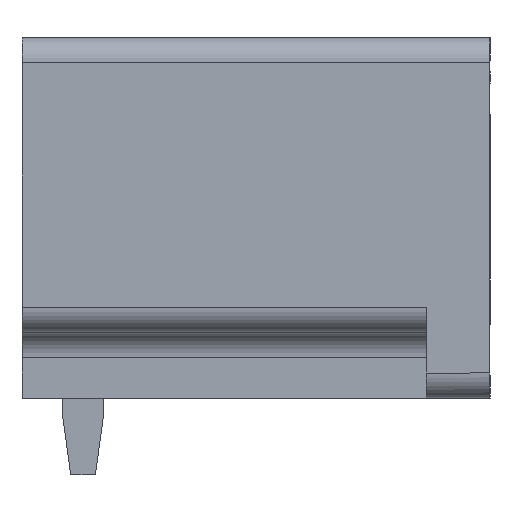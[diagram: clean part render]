
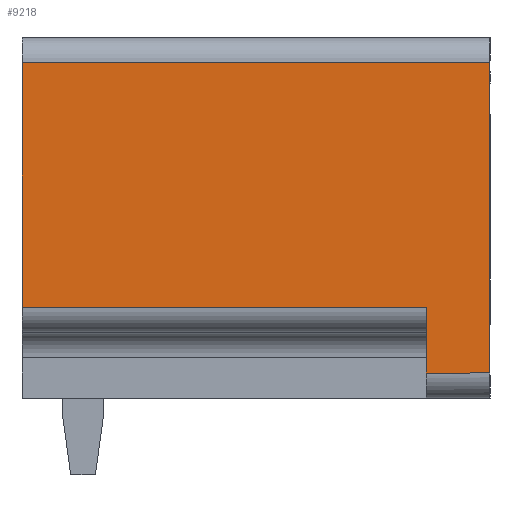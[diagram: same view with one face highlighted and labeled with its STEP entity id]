
A CAD part, left-side view. The second image highlights one B-rep face of the part: STEP entity #9218.
In plain terms, the highlighted planar face has unit normal (-1, 0, 0).
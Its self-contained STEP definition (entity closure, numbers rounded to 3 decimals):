
#9203=AXIS2_PLACEMENT_3D('Plane Axis2P3D',#9200,#9201,#9202) ;
#70=CARTESIAN_POINT('Vertex',(0.,0.,8.1)) ;
#73=CARTESIAN_POINT('Line Origine',(0.,0.,5.05)) ;
#77=CARTESIAN_POINT('Vertex',(0.,0.,2.)) ;
#9046=CARTESIAN_POINT('Vertex',(0.,9.2,8.1)) ;
#9049=CARTESIAN_POINT('Line Origine',(0.,4.6,8.1)) ;
#9066=CARTESIAN_POINT('Line Origine',(0.,4.6,2.)) ;
#9070=CARTESIAN_POINT('Vertex',(0.,1.25,2.)) ;
#9136=CARTESIAN_POINT('Vertex',(0.,1.25,3.29)) ;
#9144=CARTESIAN_POINT('Line Origine',(0.,1.25,2.645)) ;
#9181=CARTESIAN_POINT('Line Origine',(0.,5.225,3.29)) ;
#9185=CARTESIAN_POINT('Vertex',(0.,9.2,3.29)) ;
#9200=CARTESIAN_POINT('Axis2P3D Location',(0.,0.,8.1)) ;
#9205=CARTESIAN_POINT('Line Origine',(0.,9.2,5.695)) ;
#74=DIRECTION('Vector Direction',(0.,0.,-1.)) ;
#9050=DIRECTION('Vector Direction',(0.,-1.,0.)) ;
#9067=DIRECTION('Vector Direction',(0.,-1.,0.)) ;
#9145=DIRECTION('Vector Direction',(0.,0.,-1.)) ;
#9182=DIRECTION('Vector Direction',(0.,1.,0.)) ;
#9201=DIRECTION('Axis2P3D Direction',(1.,-0.,0.)) ;
#9202=DIRECTION('Axis2P3D XDirection',(0.,0.,-1.)) ;
#9206=DIRECTION('Vector Direction',(0.,0.,-1.)) ;
#75=VECTOR('Line Direction',#74,1.) ;
#9051=VECTOR('Line Direction',#9050,1.) ;
#9068=VECTOR('Line Direction',#9067,1.) ;
#9146=VECTOR('Line Direction',#9145,1.) ;
#9183=VECTOR('Line Direction',#9182,1.) ;
#9207=VECTOR('Line Direction',#9206,1.) ;
#9211=ORIENTED_EDGE('',*,*,#9187,.T.) ;
#9212=ORIENTED_EDGE('',*,*,#9148,.T.) ;
#9213=ORIENTED_EDGE('',*,*,#9072,.F.) ;
#9214=ORIENTED_EDGE('',*,*,#79,.F.) ;
#9215=ORIENTED_EDGE('',*,*,#9053,.T.) ;
#9216=ORIENTED_EDGE('',*,*,#9209,.F.) ;
#9218=ADVANCED_FACE('HOUSING',(#9217),#9204,.F.) ;
#79=EDGE_CURVE('',#71,#78,#76,.T.) ;
#9053=EDGE_CURVE('',#71,#9047,#9052,.F.) ;
#9072=EDGE_CURVE('',#78,#9071,#9069,.F.) ;
#9148=EDGE_CURVE('',#9137,#9071,#9147,.T.) ;
#9187=EDGE_CURVE('',#9186,#9137,#9184,.F.) ;
#9209=EDGE_CURVE('',#9186,#9047,#9208,.F.) ;
#9210=EDGE_LOOP('',(#9211,#9212,#9213,#9214,#9215,#9216)) ;
#9217=FACE_OUTER_BOUND('',#9210,.T.) ;
#76=LINE('Line',#73,#75) ;
#9052=LINE('Line',#9049,#9051) ;
#9069=LINE('Line',#9066,#9068) ;
#9147=LINE('Line',#9144,#9146) ;
#9184=LINE('Line',#9181,#9183) ;
#9208=LINE('Line',#9205,#9207) ;
#9204=PLANE('',#9203) ;
#71=VERTEX_POINT('',#70) ;
#78=VERTEX_POINT('',#77) ;
#9047=VERTEX_POINT('',#9046) ;
#9071=VERTEX_POINT('',#9070) ;
#9137=VERTEX_POINT('',#9136) ;
#9186=VERTEX_POINT('',#9185) ;
